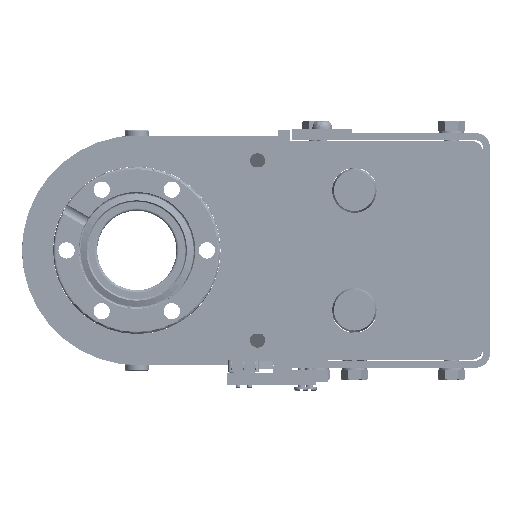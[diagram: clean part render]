
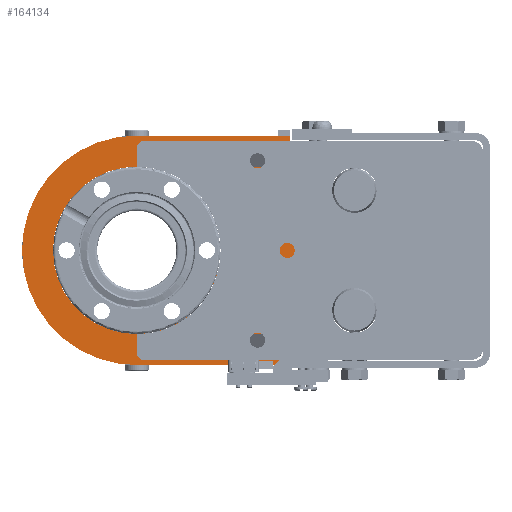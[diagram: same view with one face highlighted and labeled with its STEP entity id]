
A CAD part, front view. The second image highlights one B-rep face of the part: STEP entity #164134.
In plain terms, the highlighted planar face has unit normal (0, -1, 0).
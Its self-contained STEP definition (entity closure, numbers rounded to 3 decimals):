
#23100=DIRECTION('',(-1.,0.,0.));
#23101=VECTOR('',#23100,33.);
#23102=CARTESIAN_POINT('',(64.,631.318,-41.96));
#23103=LINE('',#23102,#23101);
#23116=DIRECTION('',(0.,0.,1.));
#23117=VECTOR('',#23116,6.);
#23118=CARTESIAN_POINT('',(64.,631.318,-47.96));
#23119=LINE('',#23118,#23117);
#23157=DIRECTION('',(1.,0.,0.));
#23158=VECTOR('',#23157,64.);
#23159=CARTESIAN_POINT('',(0.,631.318,-47.96));
#23160=LINE('',#23159,#23158);
#23509=DIRECTION('',(-1.,0.,0.));
#23510=VECTOR('',#23509,64.);
#23511=CARTESIAN_POINT('',(64.,631.318,48.04));
#23512=LINE('',#23511,#23510);
#23564=DIRECTION('',(0.,0.,1.));
#23565=VECTOR('',#23564,6.);
#23566=CARTESIAN_POINT('',(64.,631.318,42.04));
#23567=LINE('',#23566,#23565);
#23584=DIRECTION('',(1.,0.,0.));
#23585=VECTOR('',#23584,33.);
#23586=CARTESIAN_POINT('',(31.,631.318,42.04));
#23587=LINE('',#23586,#23585);
#23592=DIRECTION('',(0.,0.,1.));
#23593=VECTOR('',#23592,70.);
#23594=CARTESIAN_POINT('',(75.,631.318,-34.96));
#23595=LINE('',#23594,#23593);
#23596=DIRECTION('',(0.,0.,1.));
#23597=VECTOR('',#23596,7.);
#23598=CARTESIAN_POINT('',(31.,631.318,-41.96));
#23599=LINE('',#23598,#23597);
#23604=CARTESIAN_POINT('',(0.,631.318,
0.04));
#23605=DIRECTION('',(0.,1.,0.));
#23606=DIRECTION('',(0.,0.,-1.));
#23607=AXIS2_PLACEMENT_3D('',#23604,#23605,#23606);
#23609=CARTESIAN_POINT('',(0.,631.318,
0.04));
#23610=DIRECTION('',(0.,1.,0.));
#23611=DIRECTION('',(-1.,0.,0.));
#23612=AXIS2_PLACEMENT_3D('',#23609,#23610,#23611);
#23614=CARTESIAN_POINT('',(0.,631.318,
0.04));
#23615=DIRECTION('',(0.,-1.,0.));
#23616=DIRECTION('',(1.,0.,0.));
#23617=AXIS2_PLACEMENT_3D('',#23614,#23615,#23616);
#23619=CARTESIAN_POINT('',(0.,631.318,
0.04));
#23620=DIRECTION('',(0.,-1.,0.));
#23621=DIRECTION('',(-1.,0.,0.));
#23622=AXIS2_PLACEMENT_3D('',#23619,#23620,#23621);
#23624=DIRECTION('',(1.,0.,0.));
#23625=VECTOR('',#23624,44.);
#23626=CARTESIAN_POINT('',(31.,631.318,-34.96));
#23627=LINE('',#23626,#23625);
#23632=DIRECTION('',(0.,0.,1.));
#23633=VECTOR('',#23632,7.);
#23634=CARTESIAN_POINT('',(31.,631.318,35.04));
#23635=LINE('',#23634,#23633);
#23648=DIRECTION('',(-1.,0.,0.));
#23649=VECTOR('',#23648,44.);
#23650=CARTESIAN_POINT('',(75.,631.318,35.04));
#23651=LINE('',#23650,#23649);
#104404=CARTESIAN_POINT('',(35.05,631.318,0.04));
#104406=VERTEX_POINT('',#104404);
#104414=CARTESIAN_POINT('',(0.,631.318,48.04));
#104416=VERTEX_POINT('',#104414);
#104419=CARTESIAN_POINT('',(-48.,631.318,0.04));
#104421=VERTEX_POINT('',#104419);
#104427=CARTESIAN_POINT('',(0.,631.318,-47.96));
#104429=VERTEX_POINT('',#104427);
#104432=CARTESIAN_POINT('',(64.,631.318,-47.96));
#104433=CARTESIAN_POINT('',(64.,631.318,-41.96));
#104434=VERTEX_POINT('',#104432);
#104435=VERTEX_POINT('',#104433);
#104436=CARTESIAN_POINT('',(64.,631.318,48.04));
#104437=VERTEX_POINT('',#104436);
#104438=CARTESIAN_POINT('',(64.,631.318,42.04));
#104439=VERTEX_POINT('',#104438);
#104440=CARTESIAN_POINT('',(-35.05,631.318,0.04));
#104441=VERTEX_POINT('',#104440);
#104442=CARTESIAN_POINT('',(31.,631.318,-34.96));
#104443=CARTESIAN_POINT('',(75.,631.318,-34.96));
#104444=VERTEX_POINT('',#104442);
#104445=VERTEX_POINT('',#104443);
#104448=CARTESIAN_POINT('',(75.,631.318,35.04));
#104449=VERTEX_POINT('',#104448);
#104456=CARTESIAN_POINT('',(31.,631.318,-41.96));
#104457=VERTEX_POINT('',#104456);
#104526=CARTESIAN_POINT('',(31.,631.318,42.04));
#104527=VERTEX_POINT('',#104526);
#104528=CARTESIAN_POINT('',(31.,631.318,35.04));
#104529=VERTEX_POINT('',#104528);
#164105=CARTESIAN_POINT('',(13.5,631.318,0.04));
#164106=DIRECTION('',(0.,1.,0.));
#164107=DIRECTION('',(1.,0.,0.));
#164108=AXIS2_PLACEMENT_3D('',#164105,#164106,#164107);
#164109=PLANE('',#164108);
#164111=ORIENTED_EDGE('',*,*,#164110,.F.);
#164112=ORIENTED_EDGE('',*,*,#164097,.F.);
#164113=ORIENTED_EDGE('',*,*,#163476,.F.);
#164114=ORIENTED_EDGE('',*,*,#163497,.F.);
#164115=ORIENTED_EDGE('',*,*,#163541,.F.);
#164116=ORIENTED_EDGE('',*,*,#163901,.T.);
#164117=ORIENTED_EDGE('',*,*,#163923,.T.);
#164118=ORIENTED_EDGE('',*,*,#163982,.F.);
#164119=ORIENTED_EDGE('',*,*,#164045,.F.);
#164120=ORIENTED_EDGE('',*,*,#164063,.F.);
#164122=ORIENTED_EDGE('',*,*,#164121,.F.);
#164124=ORIENTED_EDGE('',*,*,#164123,.F.);
#164125=ORIENTED_EDGE('',*,*,#164079,.F.);
#164126=EDGE_LOOP('',(#164111,#164112,#164113,#164114,#164115,#164116,#164117,
#164118,#164119,#164120,#164122,#164124,#164125));
#164127=FACE_OUTER_BOUND('',#164126,.F.);
#164129=ORIENTED_EDGE('',*,*,#164128,.T.);
#164131=ORIENTED_EDGE('',*,*,#164130,.T.);
#164132=EDGE_LOOP('',(#164129,#164131));
#164133=FACE_BOUND('',#164132,.F.);
#23608=CIRCLE('',#23607,48.);
#23613=CIRCLE('',#23612,48.);
#23618=CIRCLE('',#23617,35.05);
#23623=CIRCLE('',#23622,35.05);
#163476=EDGE_CURVE('',#104435,#104457,#23103,.T.);
#163497=EDGE_CURVE('',#104434,#104435,#23119,.T.);
#163541=EDGE_CURVE('',#104429,#104434,#23160,.T.);
#163901=EDGE_CURVE('',#104429,#104421,#23608,.T.);
#163923=EDGE_CURVE('',#104421,#104416,#23613,.T.);
#163982=EDGE_CURVE('',#104437,#104416,#23512,.T.);
#164045=EDGE_CURVE('',#104439,#104437,#23567,.T.);
#164063=EDGE_CURVE('',#104527,#104439,#23587,.T.);
#164079=EDGE_CURVE('',#104445,#104449,#23595,.T.);
#164097=EDGE_CURVE('',#104457,#104444,#23599,.T.);
#164110=EDGE_CURVE('',#104444,#104445,#23627,.T.);
#164121=EDGE_CURVE('',#104529,#104527,#23635,.T.);
#164123=EDGE_CURVE('',#104449,#104529,#23651,.T.);
#164128=EDGE_CURVE('',#104406,#104441,#23618,.T.);
#164130=EDGE_CURVE('',#104441,#104406,#23623,.T.);
#164134=ADVANCED_FACE('',(#164127,#164133),#164109,.F.);
